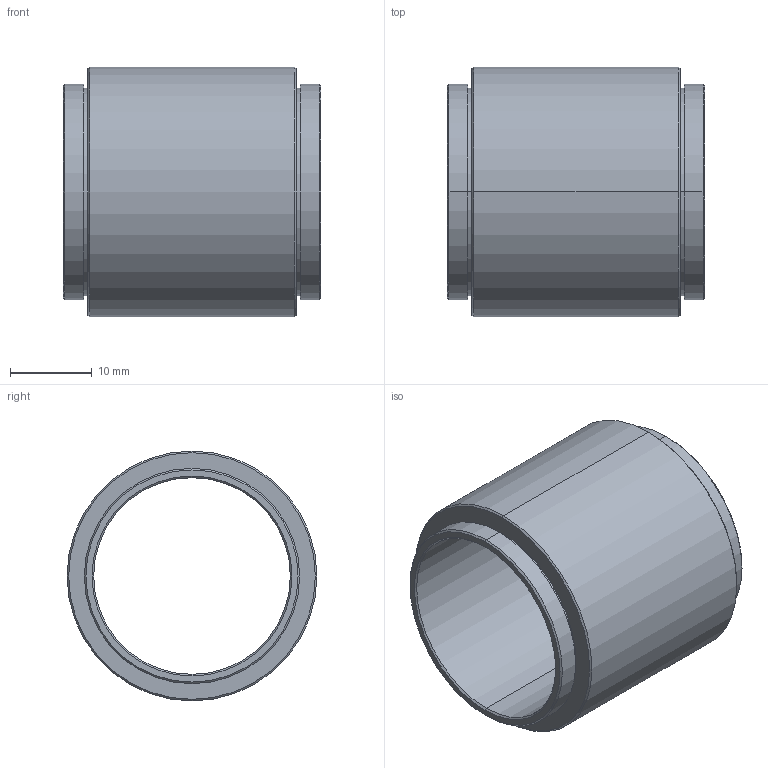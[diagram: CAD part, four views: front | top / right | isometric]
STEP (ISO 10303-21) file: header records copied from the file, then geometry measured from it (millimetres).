
FILE_DESCRIPTION (( 'STEP AP214' ), '1' );
FILE_NAME ('04ETS1-S1-1L.STEP', '2018-10-24T03:40:28', ( '' ), ( '' ), 'SwSTEP 2.0', 'SolidWorks 2016', '' );
FILE_SCHEMA (( 'AUTOMOTIVE_DESIGN' ));
Length unit declared in the file: millimetre
Products named in the file (1): 04ETS1-S1-1L
Bounding box: 31.4 x 30.5 x 30.5 mm (x, y, z)
Surface area: 5865.4 mm2 (no closed solid volume)
Topology: 0 solids, 2 shells, 28 faces, 60 edges, 36 vertices
Faces by surface type: cylinder 12, cone 12, plane 4
Entity records: 1092 total; most frequent: DIRECTION 154, CARTESIAN_POINT 125, ORIENTED_EDGE 112, AXIS2_PLACEMENT_3D 65, EDGE_CURVE 60, VERTEX_POINT 36, CIRCLE 36, EDGE_LOOP 32
